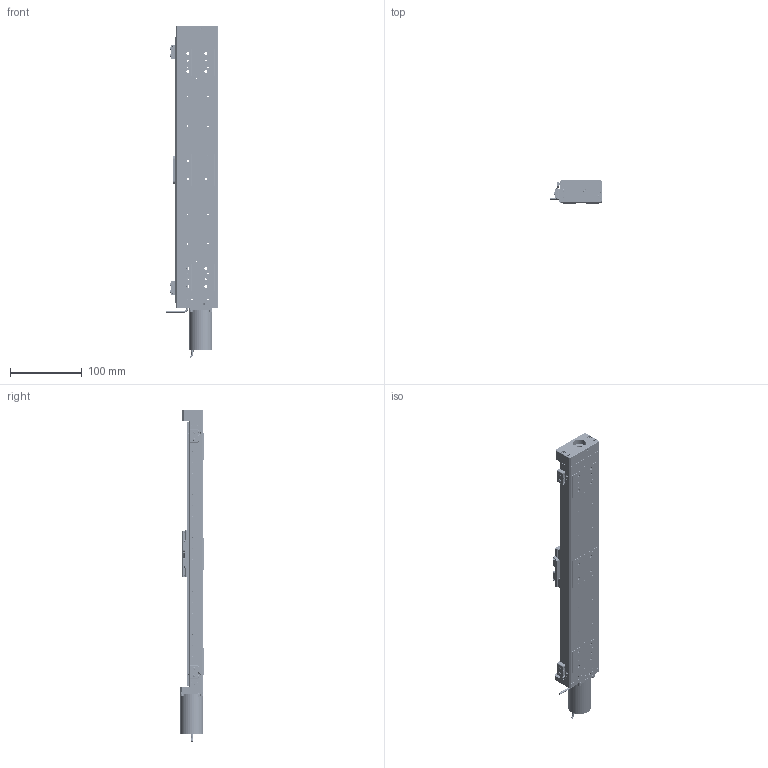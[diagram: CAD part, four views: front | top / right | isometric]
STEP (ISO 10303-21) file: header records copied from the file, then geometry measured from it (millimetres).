
FILE_DESCRIPTION (( 'STEP AP214' ), '1' );
FILE_NAME ('PPS-60-45019.STEP', '2023-03-03T00:14:12', ( '' ), ( '' ), 'SwSTEP 2.0', 'SolidWorks 2020', '' );
FILE_SCHEMA (( 'AUTOMOTIVE_DESIGN' ));
Length unit declared in the file: millimetre
Products named in the file (23): 430664 PPS-60, End Plate, Motor Side, Phytron Motor_cover 4; 110174 Stepper Motor, Phytron VSS33.200.1.2 Vacuum; Screw, SHCS-L, M-DIN_M3 x 0.5 x 04mm; Screw, SHCS-L, M-DIN_M3 x 0.5 x 06mm; 430559 PPS-60, Carriage, L65mm_Modifications for External Absolute Encoder (Renishaw Resolute); SCREW, SHCS-S, M-DIN_M2 x 0.4 x 03mm; 130220 Ball Screw, PPS-60, TBI Motion 1mm pitch, Nut_Modified for PPS-60; 130174 PPS-60, Bearing Block; 430665 PPS-60, End Plate, Bearing Side, Phytron Motor_cover 4; 110014 Switch, Honeywell 17HM6; SCREW, SHCS-S, M-DIN_M2.5 x 0.45 x 10m; PPS-60, Base, Phytron Motor Version, Master Part (6-13-17)_300mm; SCREW, MS-SCH, M-DIN_M2 x 0.4 x 10mm; PPS-60-45019; SCREW, SHCS-S, M-DIN_M3 x 0.5 x 08mm; Dowel Pin, M-DIN_M01.5 x 005; SCREW, SHCS-S, M-DIN_M3 x 0.5 x 16mm; SCREW, MS-PPH, M-JCIS_M2 x 0.4 x 6mm; 430668 PPS-60, Limit Switch Bracket, Phytron Motor Version_height modification; Cable Chain exit cable_CL, VAC, ENC CABLE; SCREW, SHCS-S, M-DIN_M3 x 0.5 x 14mm; External Phytron Motor, Ball Screw Nut Bracket; 130174 Bearing Slide Rail, PPS-60_300mm
Assembly tree (104 placements, depth 2):
  PPS-60-45019
    PPS-60, Base, Phytron Motor Version, Master Part (6-13-17)_300mm
    SCREW, MS-PPH, M-JCIS_M2 x 0.4 x 6mm  x51
    130174 Bearing Slide Rail, PPS-60_300mm  x2
    130174 PPS-60, Bearing Block  x4
    Dowel Pin, M-DIN_M01.5 x 005  x4
    SCREW, SHCS-S, M-DIN_M2 x 0.4 x 03mm  x8
    430559 PPS-60, Carriage, L65mm_Modifications for External Absolute Encoder (Renishaw Resolute)
    Screw, SHCS-L, M-DIN_M3 x 0.5 x 04mm
    Screw, SHCS-L, M-DIN_M3 x 0.5 x 06mm  x3
    130220 Ball Screw, PPS-60, TBI Motion 1mm pitch, Nut_Modified for PPS-60
    External Phytron Motor, Ball Screw Nut Bracket
    SCREW, SHCS-S, M-DIN_M2.5 x 0.45 x 10m  x4
    430664 PPS-60, End Plate, Motor Side, Phytron Motor_cover 4
    430665 PPS-60, End Plate, Bearing Side, Phytron Motor_cover 4
    SCREW, SHCS-S, M-DIN_M3 x 0.5 x 08mm  x7
    SCREW, SHCS-S, M-DIN_M3 x 0.5 x 14mm  x4
    SCREW, SHCS-S, M-DIN_M3 x 0.5 x 16mm
    110174 Stepper Motor, Phytron VSS33.200.1.2 Vacuum
    110014 Switch, Honeywell 17HM6  x2
    SCREW, MS-SCH, M-DIN_M2 x 0.4 x 10mm  x4
    430668 PPS-60, Limit Switch Bracket, Phytron Motor Version_height modification
    Cable Chain exit cable_CL, VAC, ENC CABLE
Bounding box: 73.5 x 32.5 x 462.33 mm (x, y, z)
Volume: 329527.7 mm3; surface area: 143931.2 mm2
Topology: 104 solids, 104 shells, 5484 faces, 13298 edges, 8196 vertices
Faces by surface type: plane 2463, cylinder 1823, torus 700, cone 456, bspline 26, sphere 16
Entity records: 77213 total; most frequent: CARTESIAN_POINT 15624, DIRECTION 12971, ORIENTED_EDGE 11836, EDGE_CURVE 5918, AXIS2_PLACEMENT_3D 5080, VERTEX_POINT 3809, EDGE_LOOP 2929, LINE 2811
